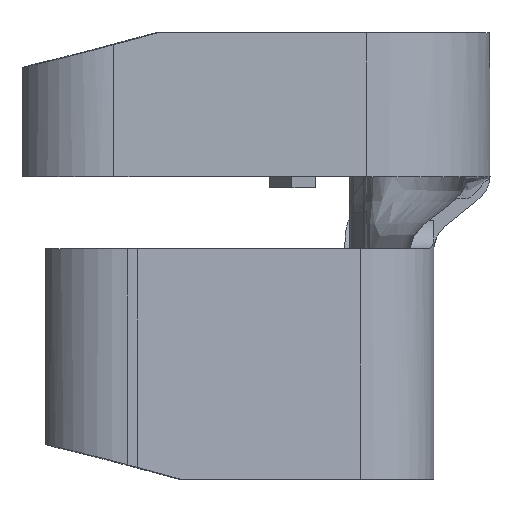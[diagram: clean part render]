
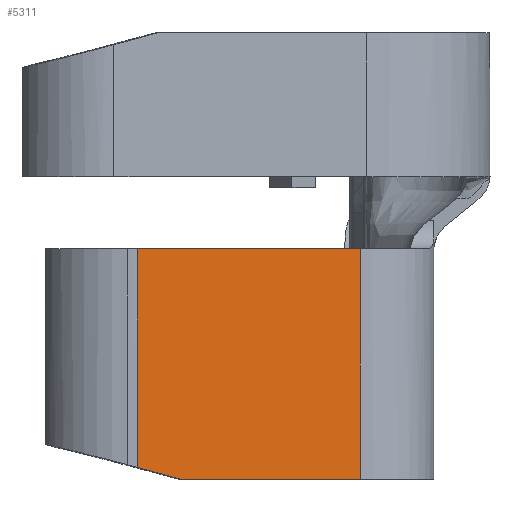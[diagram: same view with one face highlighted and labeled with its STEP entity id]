
A CAD part, left-side view. The second image highlights one B-rep face of the part: STEP entity #5311.
In plain terms, the highlighted planar face has unit normal (-0.994, -0.112, 0).
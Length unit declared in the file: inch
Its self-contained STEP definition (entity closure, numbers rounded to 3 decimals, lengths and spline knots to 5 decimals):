
#186 = ORIENTED_EDGE ( 'NONE', *, *, #1449, .T. ) ;
#373 = EDGE_CURVE ( 'NONE', #9933, #7107, #2156, .T. ) ;
#929 = CARTESIAN_POINT ( 'NONE',  ( -0.58961, 0.17493, 0.005 ) ) ;
#959 = EDGE_LOOP ( 'NONE', ( #5722, #8544, #4490, #186, #4356 ) ) ;
#1019 = DIRECTION ( 'NONE',  ( 0., 0., -1. ) ) ;
#1449 = EDGE_CURVE ( 'NONE', #7554, #9369, #4473, .T. ) ;
#1636 = VECTOR ( 'NONE', #12832, 39.37008 ) ;
#1915 = PLANE ( 'NONE',  #13009 ) ;
#2156 = LINE ( 'NONE', #4233, #13345 ) ;
#2270 = LINE ( 'NONE', #929, #4788 ) ;
#2282 = EDGE_CURVE ( 'NONE', #7107, #10233, #3116, .T. ) ;
#2827 = CARTESIAN_POINT ( 'NONE',  ( -0.58619, 0.14458, -0.155 ) ) ;
#3116 = LINE ( 'NONE', #7672, #13981 ) ;
#3337 = CARTESIAN_POINT ( 'NONE',  ( -0.57214, 0.02005, 0.005 ) ) ;
#4233 = CARTESIAN_POINT ( 'NONE',  ( -0.57214, 0.02005, -0.155 ) ) ;
#4356 = ORIENTED_EDGE ( 'NONE', *, *, #6427, .T. ) ;
#4405 = DIRECTION ( 'NONE',  ( 0., 0., -1. ) ) ;
#4473 = LINE ( 'NONE', #9494, #1636 ) ;
#4490 = ORIENTED_EDGE ( 'NONE', *, *, #10411, .F. ) ;
#4788 = VECTOR ( 'NONE', #1019, 39.37008 ) ;
#5311 = ADVANCED_FACE ( 'NONE', ( #5474 ), #1915, .T. ) ;
#5474 = FACE_OUTER_BOUND ( 'NONE', #959, .T. ) ;
#5542 = VECTOR ( 'NONE', #4405, 39.37008 ) ;
#5722 = ORIENTED_EDGE ( 'NONE', *, *, #2282, .F. ) ;
#6262 = DIRECTION ( 'NONE',  ( -0.994, -0.112, 0. ) ) ;
#6289 = CARTESIAN_POINT ( 'NONE',  ( -0.58961, 0.17493, -0.14682 ) ) ;
#6427 = EDGE_CURVE ( 'NONE', #9369, #10233, #2270, .T. ) ;
#7107 = VERTEX_POINT ( 'NONE', #2827 ) ;
#7554 = VERTEX_POINT ( 'NONE', #7781 ) ;
#7672 = CARTESIAN_POINT ( 'NONE',  ( -0.58619, 0.14458, -0.155 ) ) ;
#7781 = CARTESIAN_POINT ( 'NONE',  ( -0.57214, 0.02005, 0.005 ) ) ;
#8544 = ORIENTED_EDGE ( 'NONE', *, *, #373, .F. ) ;
#8651 = CARTESIAN_POINT ( 'NONE',  ( -0.58961, 0.17493, 0.005 ) ) ;
#8765 = DIRECTION ( 'NONE',  ( -0.108, 0.96, 0.259 ) ) ;
#9369 = VERTEX_POINT ( 'NONE', #8651 ) ;
#9494 = CARTESIAN_POINT ( 'NONE',  ( -0.57214, 0.02005, 0.005 ) ) ;
#9933 = VERTEX_POINT ( 'NONE', #10026 ) ;
#10026 = CARTESIAN_POINT ( 'NONE',  ( -0.57214, 0.02005, -0.155 ) ) ;
#10233 = VERTEX_POINT ( 'NONE', #6289 ) ;
#10411 = EDGE_CURVE ( 'NONE', #7554, #9933, #11306, .T. ) ;
#10553 = CARTESIAN_POINT ( 'NONE',  ( -0.57214, 0.02005, 0.005 ) ) ;
#11306 = LINE ( 'NONE', #3337, #5542 ) ;
#12832 = DIRECTION ( 'NONE',  ( -0.112, 0.994, 0. ) ) ;
#13009 = AXIS2_PLACEMENT_3D ( 'NONE', #10553, #6262, #13857 ) ;
#13345 = VECTOR ( 'NONE', #13983, 39.37008 ) ;
#13857 = DIRECTION ( 'NONE',  ( 0.112, -0.994, 0. ) ) ;
#13981 = VECTOR ( 'NONE', #8765, 39.37008 ) ;
#13983 = DIRECTION ( 'NONE',  ( -0.112, 0.994, 0. ) ) ;
